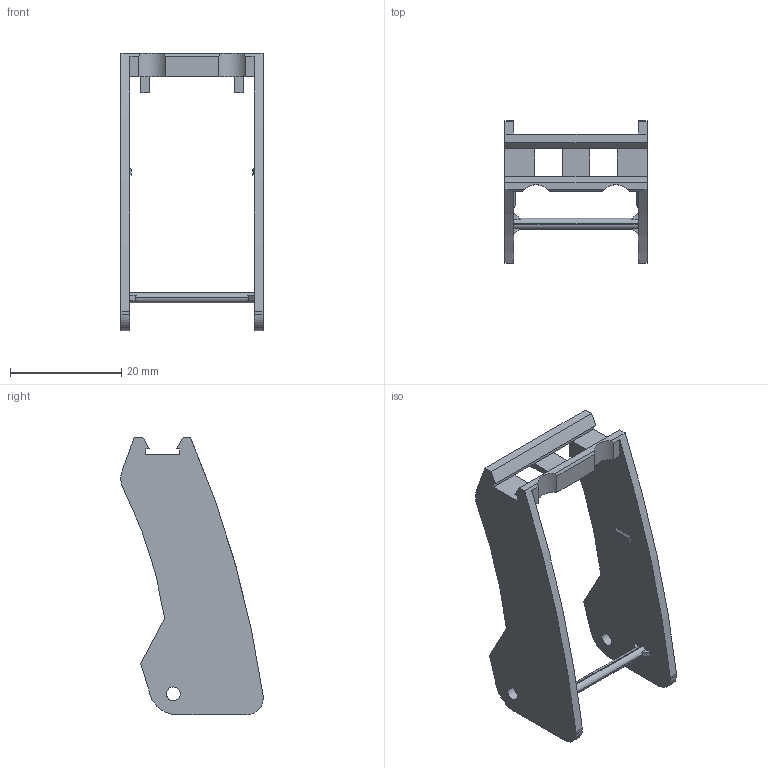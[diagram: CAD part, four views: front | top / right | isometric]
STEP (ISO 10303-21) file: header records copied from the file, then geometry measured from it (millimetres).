
FILE_DESCRIPTION(('HOOPS Exchange Step'),'2;1');
FILE_NAME('export-B15C8833-F7DB-4FEB-9B64-54AA7A10D1AF.stp','2021-04-08T15:12:01+02:00',('Engineering'),('Alibre'),'HOOPS Exchange 2020.1','Alibre','Unknown authorisation');
FILE_SCHEMA( ('AP242_MANAGED_MODEL_BASED_3D_ENGINEERING_MIM_LF {1 0 10303 442 1 1 4 }') );
Length unit declared in the file: millimetre
Products named in the file (2): 5540-1 Retaining bracket - RIF-RH-2 - 2900954; 5540 Retaining bracket - RIF-RH-2 - 2900954
Assembly tree (1 placements, depth 2):
  5540 Retaining bracket - RIF-RH-2 - 2900954
    5540-1 Retaining bracket - RIF-RH-2 - 2900954
Bounding box: 25.6 x 25.66 x 49.95 mm (x, y, z)
Volume: 3032.4 mm3; surface area: 4466.1 mm2
Topology: 1 solids, 1 shells, 93 faces, 272 edges, 181 vertices
Faces by surface type: plane 68, cylinder 25
Entity records: 3194 total; most frequent: CARTESIAN_POINT 599, ORIENTED_EDGE 544, DIRECTION 521, EDGE_CURVE 272, VECTOR 211, LINE 211, VERTEX_POINT 181, AXIS2_PLACEMENT_3D 155
